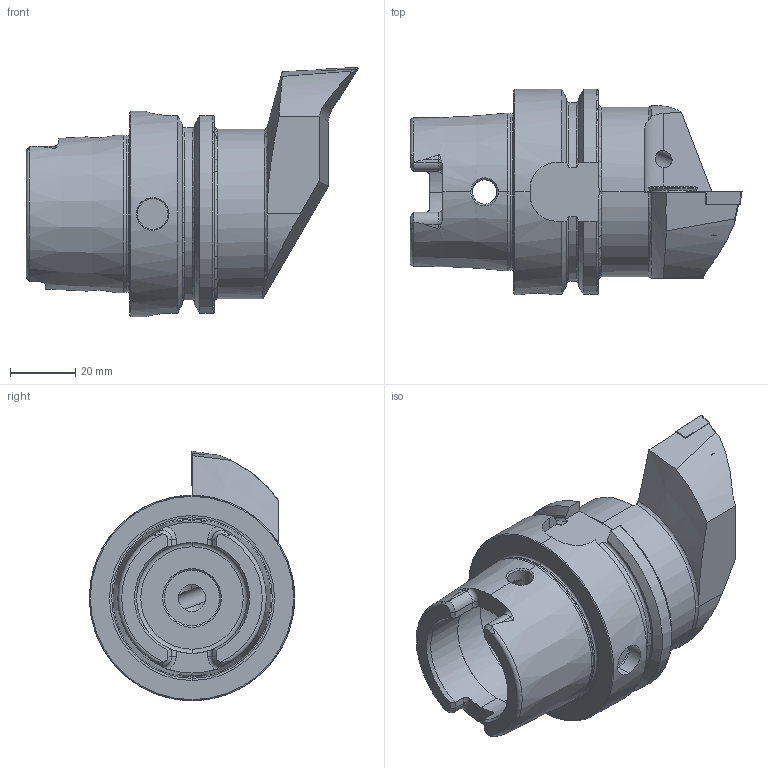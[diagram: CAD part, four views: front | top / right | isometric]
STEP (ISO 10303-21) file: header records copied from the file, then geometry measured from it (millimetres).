
FILE_DESCRIPTION (( 'STEP AP214' ), '1' );
FILE_NAME ('HA6.KDB.LJA.070-HP.STEP', '2020-09-17T07:02:47', ( '' ), ( '' ), 'SwSTEP 2.0', 'SolidWorks 2017', '' );
FILE_SCHEMA (( 'AUTOMOTIVE_DESIGN' ));
Length unit declared in the file: millimetre
Products named in the file (10): CHP-ER1.015.006; ISO 8752 2x8; CHP-ER1.008.014_A; DIN 3771 - 13x1; WCB-ER2.001.009_A; HA6.KDB.LJA.070-HP; DIN 7991 - M5x15; CHP-ER1.015.006_A; HA6-KDB.LJA.070-HP_A; DCMT11T304
Assembly tree (9 placements, depth 3):
  HA6.KDB.LJA.070-HP
    HA6-KDB.LJA.070-HP_A
    DCMT11T304
    WCB-ER2.001.009_A
    CHP-ER1.008.014_A
    CHP-ER1.015.006
      CHP-ER1.015.006_A
      DIN 3771 - 13x1
      DIN 7991 - M5x15
    ISO 8752 2x8
Bounding box: 101.91 x 63 x 76.5 mm (x, y, z)
Volume: 138815.1 mm3; surface area: 32486 mm2
Topology: 8 solids, 8 shells, 418 faces, 1049 edges, 635 vertices
Faces by surface type: cylinder 121, plane 119, cone 101, torus 55, bspline 20, sphere 2
Entity records: 15935 total; most frequent: CARTESIAN_POINT 4695, ORIENTED_EDGE 2062, DIRECTION 1970, EDGE_CURVE 1031, AXIS2_PLACEMENT_3D 793, VERTEX_POINT 635, EDGE_LOOP 440, ADVANCED_FACE 418
